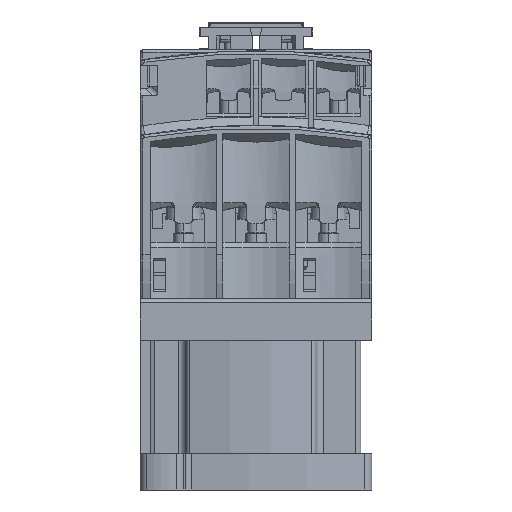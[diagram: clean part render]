
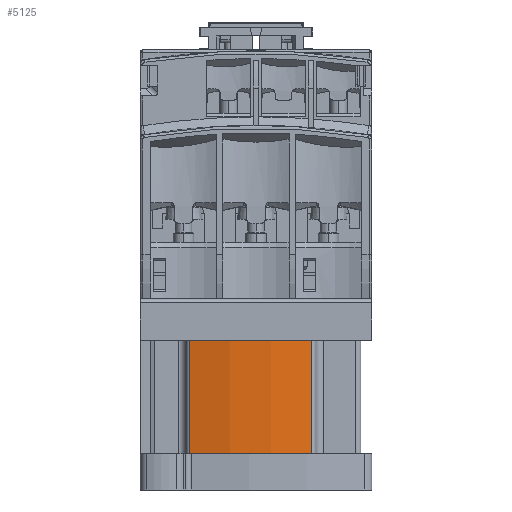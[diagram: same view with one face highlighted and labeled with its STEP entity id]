
A CAD part, front view. The second image highlights one B-rep face of the part: STEP entity #5125.
In plain terms, the highlighted cylindrical face has radius 46.562 mm (diameter 93.125 mm), a partial arc.
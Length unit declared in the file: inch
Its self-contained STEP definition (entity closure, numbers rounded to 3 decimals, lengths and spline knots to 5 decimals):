
#4494 = AXIS2_PLACEMENT_3D ( 'NONE', #30972, #60121, #76134 ) ;
#5125 = ADVANCED_FACE ( 'NONE', ( #45159 ), #22857, .T. ) ;
#5242 = LINE ( 'NONE', #80971, #14900 ) ;
#7468 = ORIENTED_EDGE ( 'NONE', *, *, #89142, .F. ) ;
#8495 = CARTESIAN_POINT ( 'NONE',  ( -0.50293, -1.22887, -0.15748 ) ) ;
#13388 = DIRECTION ( 'NONE',  ( 0., 0., -1. ) ) ;
#13960 = DIRECTION ( 'NONE',  ( 0., 0., -1. ) ) ;
#14900 = VECTOR ( 'NONE', #13960, 39.37008 ) ;
#15086 = VECTOR ( 'NONE', #13388, 39.37008 ) ;
#22857 = CYLINDRICAL_SURFACE ( 'NONE', #38774, 1.83317 ) ;
#25726 = EDGE_LOOP ( 'NONE', ( #7468, #52755, #88996, #27126 ) ) ;
#27126 = ORIENTED_EDGE ( 'NONE', *, *, #31651, .F. ) ;
#30193 = CARTESIAN_POINT ( 'NONE',  ( 0.42648, -1.24891, -0.15748 ) ) ;
#30833 = CIRCLE ( 'NONE', #4494, 1.83317 ) ;
#30972 = CARTESIAN_POINT ( 'NONE',  ( 0., 0.53396, -0.15748 ) ) ;
#31091 = CARTESIAN_POINT ( 'NONE',  ( -0.50293, -1.22887, -1.02362 ) ) ;
#31651 = EDGE_CURVE ( 'NONE', #50008, #49669, #59005, .T. ) ;
#31908 = EDGE_CURVE ( 'NONE', #39042, #49669, #47665, .T. ) ;
#33245 = DIRECTION ( 'NONE',  ( 1., 0., 0. ) ) ;
#38774 = AXIS2_PLACEMENT_3D ( 'NONE', #89863, #52465, #51503 ) ;
#39042 = VERTEX_POINT ( 'NONE', #31091 ) ;
#45159 = FACE_OUTER_BOUND ( 'NONE', #25726, .T. ) ;
#47665 = CIRCLE ( 'NONE', #60069, 1.83317 ) ;
#49233 = DIRECTION ( 'NONE',  ( 0., 0., 1. ) ) ;
#49669 = VERTEX_POINT ( 'NONE', #94473 ) ;
#50008 = VERTEX_POINT ( 'NONE', #30193 ) ;
#51503 = DIRECTION ( 'NONE',  ( -1., 0., 0. ) ) ;
#52465 = DIRECTION ( 'NONE',  ( 0., 0., -1. ) ) ;
#52755 = ORIENTED_EDGE ( 'NONE', *, *, #61057, .T. ) ;
#56029 = CARTESIAN_POINT ( 'NONE',  ( 0., 0.53396, -1.02362 ) ) ;
#59005 = LINE ( 'NONE', #89136, #15086 ) ;
#60069 = AXIS2_PLACEMENT_3D ( 'NONE', #56029, #49233, #33245 ) ;
#60121 = DIRECTION ( 'NONE',  ( 0., 0., 1. ) ) ;
#61057 = EDGE_CURVE ( 'NONE', #91509, #39042, #5242, .T. ) ;
#76134 = DIRECTION ( 'NONE',  ( 1., 0., 0. ) ) ;
#80971 = CARTESIAN_POINT ( 'NONE',  ( -0.50293, -1.22887, 2.93734 ) ) ;
#88996 = ORIENTED_EDGE ( 'NONE', *, *, #31908, .T. ) ;
#89136 = CARTESIAN_POINT ( 'NONE',  ( 0.42648, -1.24891, 2.93734 ) ) ;
#89142 = EDGE_CURVE ( 'NONE', #91509, #50008, #30833, .T. ) ;
#89863 = CARTESIAN_POINT ( 'NONE',  ( 0., 0.53396, 2.93734 ) ) ;
#91509 = VERTEX_POINT ( 'NONE', #8495 ) ;
#94473 = CARTESIAN_POINT ( 'NONE',  ( 0.42648, -1.24891, -1.02362 ) ) ;
